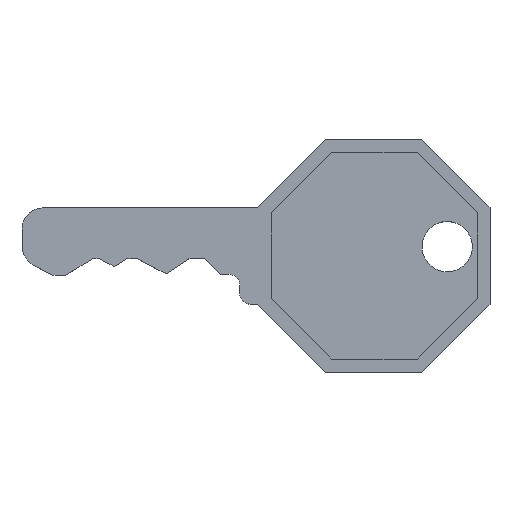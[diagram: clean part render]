
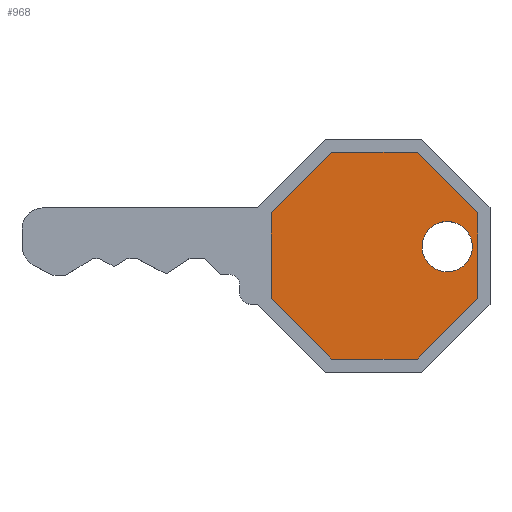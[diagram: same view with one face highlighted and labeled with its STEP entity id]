
A CAD part, top view. The second image highlights one B-rep face of the part: STEP entity #968.
In plain terms, the highlighted planar face has unit normal (0, 0, 1).
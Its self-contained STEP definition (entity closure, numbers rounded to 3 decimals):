
#38=LINE('',#1355,#159);
#42=LINE('',#1363,#163);
#45=LINE('',#1369,#166);
#48=LINE('',#1375,#169);
#51=LINE('',#1381,#172);
#54=LINE('',#1387,#175);
#57=LINE('',#1393,#178);
#60=LINE('',#1398,#181);
#159=VECTOR('',#1110,8.);
#163=VECTOR('',#1116,8.);
#166=VECTOR('',#1121,8.);
#169=VECTOR('',#1126,8.);
#172=VECTOR('',#1131,8.);
#175=VECTOR('',#1136,8.);
#178=VECTOR('',#1141,8.);
#181=VECTOR('',#1146,8.);
#273=PLANE('',#1020);
#301=FACE_BOUND('',#373,.T.);
#322=FACE_OUTER_BOUND('',#372,.T.);
#372=EDGE_LOOP('',(#709,#710,#711,#712,#713,#714,#715,#716));
#373=EDGE_LOOP('',(#717));
#406=CIRCLE('',#1002,2.35);
#416=VERTEX_POINT('',#1301);
#433=VERTEX_POINT('',#1353);
#434=VERTEX_POINT('',#1354);
#437=VERTEX_POINT('',#1362);
#439=VERTEX_POINT('',#1368);
#441=VERTEX_POINT('',#1374);
#443=VERTEX_POINT('',#1380);
#445=VERTEX_POINT('',#1386);
#447=VERTEX_POINT('',#1392);
#504=EDGE_CURVE('',#416,#416,#406,.T.);
#529=EDGE_CURVE('',#433,#434,#38,.T.);
#533=EDGE_CURVE('',#434,#437,#42,.T.);
#536=EDGE_CURVE('',#437,#439,#45,.T.);
#539=EDGE_CURVE('',#439,#441,#48,.T.);
#542=EDGE_CURVE('',#441,#443,#51,.T.);
#545=EDGE_CURVE('',#443,#445,#54,.T.);
#548=EDGE_CURVE('',#445,#447,#57,.T.);
#551=EDGE_CURVE('',#447,#433,#60,.T.);
#709=ORIENTED_EDGE('',*,*,#529,.T.);
#710=ORIENTED_EDGE('',*,*,#533,.T.);
#711=ORIENTED_EDGE('',*,*,#536,.T.);
#712=ORIENTED_EDGE('',*,*,#539,.T.);
#713=ORIENTED_EDGE('',*,*,#542,.T.);
#714=ORIENTED_EDGE('',*,*,#545,.T.);
#715=ORIENTED_EDGE('',*,*,#548,.T.);
#716=ORIENTED_EDGE('',*,*,#551,.T.);
#717=ORIENTED_EDGE('',*,*,#504,.T.);
#968=ADVANCED_FACE('',(#322,#301),#273,.T.);
#1002=AXIS2_PLACEMENT_3D('',#1302,#1064,#1065);
#1020=AXIS2_PLACEMENT_3D('',#1400,#1148,#1149);
#1064=DIRECTION('center_axis',(0.,0.,-1.));
#1065=DIRECTION('ref_axis',(1.,0.,0.));
#1110=DIRECTION('',(0.707,0.707,0.));
#1116=DIRECTION('',(0.,1.,0.));
#1121=DIRECTION('',(-0.707,0.707,0.));
#1126=DIRECTION('',(-1.,0.,0.));
#1131=DIRECTION('',(-0.707,-0.707,0.));
#1136=DIRECTION('',(0.,-1.,0.));
#1141=DIRECTION('',(0.707,-0.707,0.));
#1146=DIRECTION('',(1.,0.,0.));
#1148=DIRECTION('center_axis',(0.,0.,1.));
#1149=DIRECTION('ref_axis',(1.,0.,0.));
#1301=CARTESIAN_POINT('',(-16.275,1.025,1.9));
#1302=CARTESIAN_POINT('Origin',(-18.625,1.025,1.9));
#1353=CARTESIAN_POINT('',(-21.423,-9.466,1.9));
#1354=CARTESIAN_POINT('',(-15.766,-3.809,1.9));
#1355=CARTESIAN_POINT('',(-21.423,-9.466,1.9));
#1362=CARTESIAN_POINT('',(-15.766,4.191,1.9));
#1363=CARTESIAN_POINT('',(-15.766,-3.809,1.9));
#1368=CARTESIAN_POINT('',(-21.423,9.848,1.9));
#1369=CARTESIAN_POINT('',(-15.766,4.191,1.9));
#1374=CARTESIAN_POINT('',(-29.423,9.848,1.9));
#1375=CARTESIAN_POINT('',(-21.423,9.848,1.9));
#1380=CARTESIAN_POINT('',(-35.08,4.191,1.9));
#1381=CARTESIAN_POINT('',(-29.423,9.848,1.9));
#1386=CARTESIAN_POINT('',(-35.08,-3.809,1.9));
#1387=CARTESIAN_POINT('',(-35.08,4.191,1.9));
#1392=CARTESIAN_POINT('',(-29.423,-9.466,1.9));
#1393=CARTESIAN_POINT('',(-35.08,-3.809,1.9));
#1398=CARTESIAN_POINT('',(-29.423,-9.466,1.9));
#1400=CARTESIAN_POINT('Origin',(-25.423,0.191,1.9));
